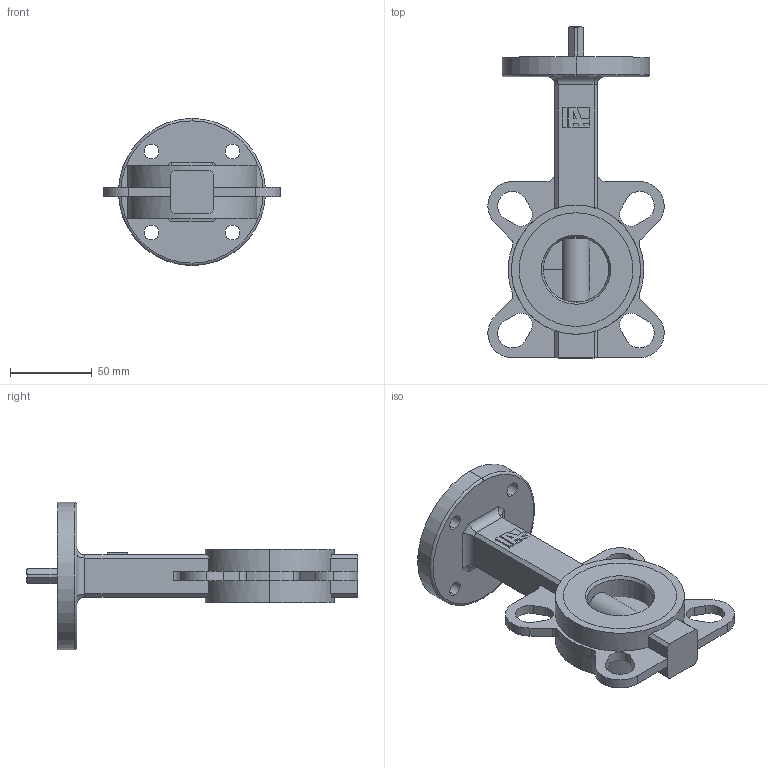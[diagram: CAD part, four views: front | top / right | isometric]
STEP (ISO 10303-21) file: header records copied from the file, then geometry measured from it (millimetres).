
FILE_DESCRIPTION (( 'STEP AP214' ), '1' );
FILE_NAME ('D10040.step', '2013-07-30T15:01:20', ( 'mbuehlmann' ), ( '' ), 'SwSTEP 2.0', 'SolidWorks 2012', '' );
FILE_SCHEMA (( 'AUTOMOTIVE_DESIGN' ));
Length unit declared in the file: millimetre
Products named in the file (6): ia-Logo12_ia-Logo12; ia-scheibe250_ia-scheibe40; ia-Dichtungbasic_Dichtung40; ia-4kt_ia-4kt40; BO.D10040_ia-w40; D10040
Assembly tree (5 placements, depth 2):
  D10040
    BO.D10040_ia-w40
    ia-4kt_ia-4kt40
    ia-Dichtungbasic_Dichtung40
    ia-scheibe250_ia-scheibe40
    ia-Logo12_ia-Logo12
Bounding box: 107.78 x 203 x 90 mm (x, y, z)
Volume: 286405.5 mm3; surface area: 73686.2 mm2
Topology: 5 solids, 5 shells, 172 faces, 458 edges, 296 vertices
Faces by surface type: plane 76, cylinder 66, cone 16, torus 12, sphere 2
Entity records: 5732 total; most frequent: CARTESIAN_POINT 1142, DIRECTION 932, ORIENTED_EDGE 910, EDGE_CURVE 455, AXIS2_PLACEMENT_3D 343, VERTEX_POINT 295, LINE 246, VECTOR 246
